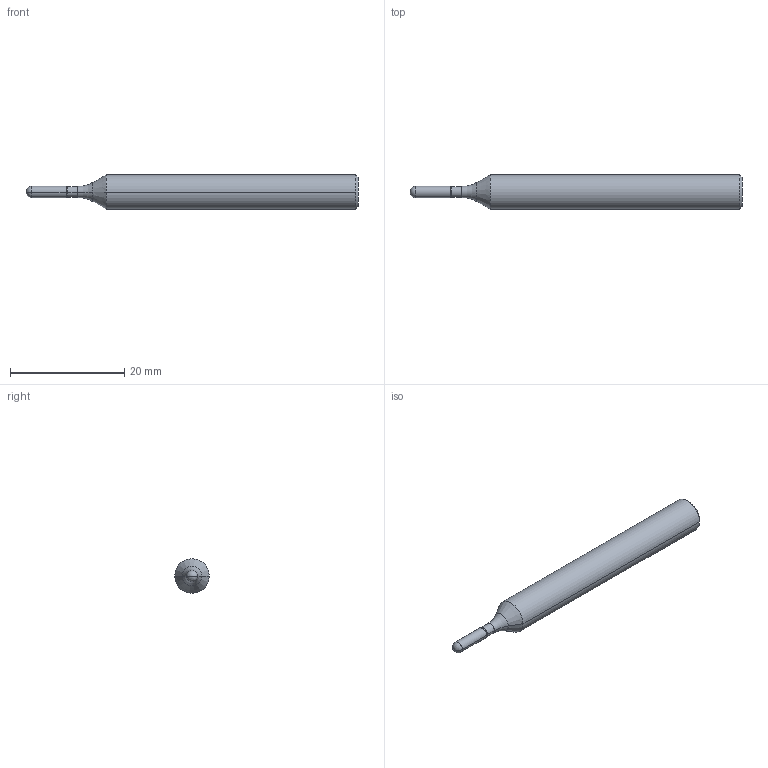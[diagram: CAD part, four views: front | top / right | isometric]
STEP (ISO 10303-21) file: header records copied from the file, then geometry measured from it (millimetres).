
FILE_DESCRIPTION((''),'2;1');
FILE_NAME('KONTUR-VOLLRADIUSFRAESER-D2','2017-06-01T',('wom'),(''),'CREO PARAMETRIC BY PTC INC, 2016260','CREO PARAMETRIC BY PTC INC, 2016260','');
FILE_SCHEMA(('CONFIG_CONTROL_DESIGN'));
Length unit declared in the file: millimetre
Products named in the file (1): KONTUR-VOLLRADIUSFRAESER-D2
Bounding box: 58 x 6 x 6 mm (x, y, z)
Volume: 1322.1 mm3; surface area: 969.2 mm2
Topology: 1 solids, 1 shells, 17 faces, 34 edges, 17 vertices
Faces by surface type: cone 6, cylinder 6, torus 2, sphere 2, plane 1
Entity records: 460 total; most frequent: DIRECTION 86, CARTESIAN_POINT 66, ORIENTED_EDGE 64, AXIS2_PLACEMENT_3D 37, EDGE_CURVE 32, CIRCLE 20, VERTEX_POINT 17, EDGE_LOOP 17
